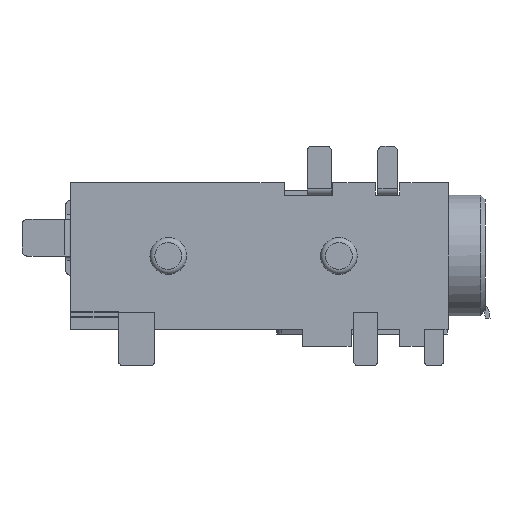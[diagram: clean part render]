
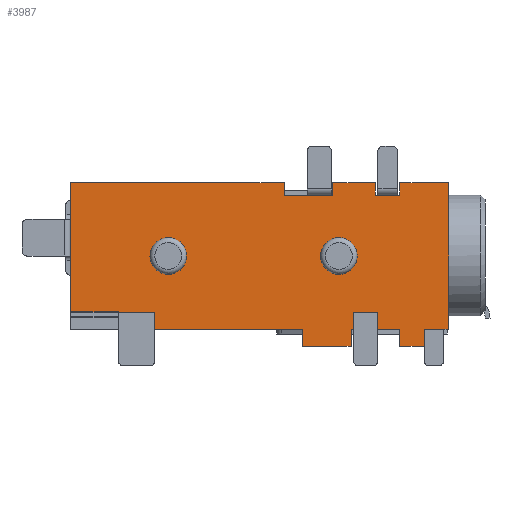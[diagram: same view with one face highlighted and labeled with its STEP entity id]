
A CAD part, front view. The second image highlights one B-rep face of the part: STEP entity #3987.
In plain terms, the highlighted planar face has unit normal (0, -1, 0).
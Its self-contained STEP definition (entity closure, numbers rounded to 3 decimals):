
#16=FACE_BOUND('',#428,.T.);
#17=FACE_BOUND('',#429,.T.);
#25=PLANE('',#4244);
#215=FACE_OUTER_BOUND('',#427,.T.);
#427=EDGE_LOOP('',(#2838,#2839,#2840,#2841,#2842,#2843,#2844,#2845,#2846,
#2847,#2848,#2849,#2850,#2851,#2852,#2853,#2854,#2855,#2856,#2857,#2858,
#2859,#2860,#2861,#2862,#2863,#2864,#2865,#2866,#2867));
#428=EDGE_LOOP('',(#2868));
#429=EDGE_LOOP('',(#2869));
#649=LINE('',#5752,#1155);
#679=LINE('',#5817,#1185);
#690=LINE('',#5837,#1196);
#691=LINE('',#5839,#1197);
#692=LINE('',#5841,#1198);
#693=LINE('',#5843,#1199);
#694=LINE('',#5845,#1200);
#695=LINE('',#5847,#1201);
#696=LINE('',#5849,#1202);
#697=LINE('',#5851,#1203);
#698=LINE('',#5853,#1204);
#699=LINE('',#5855,#1205);
#700=LINE('',#5857,#1206);
#701=LINE('',#5859,#1207);
#702=LINE('',#5861,#1208);
#703=LINE('',#5863,#1209);
#704=LINE('',#5865,#1210);
#705=LINE('',#5867,#1211);
#706=LINE('',#5869,#1212);
#707=LINE('',#5870,#1213);
#708=LINE('',#5872,#1214);
#709=LINE('',#5874,#1215);
#710=LINE('',#5876,#1216);
#711=LINE('',#5878,#1217);
#712=LINE('',#5880,#1218);
#713=LINE('',#5882,#1219);
#714=LINE('',#5884,#1220);
#715=LINE('',#5886,#1221);
#716=LINE('',#5888,#1222);
#717=LINE('',#5889,#1223);
#1155=VECTOR('',#4612,1000.);
#1185=VECTOR('',#4650,1000.);
#1196=VECTOR('',#4663,1000.);
#1197=VECTOR('',#4664,1000.);
#1198=VECTOR('',#4665,1000.);
#1199=VECTOR('',#4666,1000.);
#1200=VECTOR('',#4667,1000.);
#1201=VECTOR('',#4668,1000.);
#1202=VECTOR('',#4669,1000.);
#1203=VECTOR('',#4670,1000.);
#1204=VECTOR('',#4671,1000.);
#1205=VECTOR('',#4672,1000.);
#1206=VECTOR('',#4673,1000.);
#1207=VECTOR('',#4674,1000.);
#1208=VECTOR('',#4675,1000.);
#1209=VECTOR('',#4676,1000.);
#1210=VECTOR('',#4677,1000.);
#1211=VECTOR('',#4678,1000.);
#1212=VECTOR('',#4679,1000.);
#1213=VECTOR('',#4680,1000.);
#1214=VECTOR('',#4681,1000.);
#1215=VECTOR('',#4682,1000.);
#1216=VECTOR('',#4683,1000.);
#1217=VECTOR('',#4684,1000.);
#1218=VECTOR('',#4685,1000.);
#1219=VECTOR('',#4686,1000.);
#1220=VECTOR('',#4687,1000.);
#1221=VECTOR('',#4688,1000.);
#1222=VECTOR('',#4689,1000.);
#1223=VECTOR('',#4690,1000.);
#1657=CIRCLE('',#4223,0.75);
#1660=CIRCLE('',#4227,0.75);
#1759=VERTEX_POINT('',#5687);
#1763=VERTEX_POINT('',#5709);
#1766=VERTEX_POINT('',#5717);
#1779=VERTEX_POINT('',#5749);
#1780=VERTEX_POINT('',#5751);
#1810=VERTEX_POINT('',#5814);
#1811=VERTEX_POINT('',#5816);
#1820=VERTEX_POINT('',#5838);
#1821=VERTEX_POINT('',#5840);
#1822=VERTEX_POINT('',#5842);
#1823=VERTEX_POINT('',#5844);
#1824=VERTEX_POINT('',#5846);
#1825=VERTEX_POINT('',#5848);
#1826=VERTEX_POINT('',#5850);
#1827=VERTEX_POINT('',#5852);
#1828=VERTEX_POINT('',#5854);
#1829=VERTEX_POINT('',#5856);
#1830=VERTEX_POINT('',#5858);
#1831=VERTEX_POINT('',#5860);
#1832=VERTEX_POINT('',#5862);
#1833=VERTEX_POINT('',#5864);
#1834=VERTEX_POINT('',#5866);
#1835=VERTEX_POINT('',#5868);
#1836=VERTEX_POINT('',#5871);
#1837=VERTEX_POINT('',#5873);
#1838=VERTEX_POINT('',#5875);
#1839=VERTEX_POINT('',#5877);
#1840=VERTEX_POINT('',#5879);
#1841=VERTEX_POINT('',#5881);
#1842=VERTEX_POINT('',#5883);
#1843=VERTEX_POINT('',#5885);
#1844=VERTEX_POINT('',#5887);
#2161=EDGE_CURVE('',#1763,#1763,#1657,.T.);
#2165=EDGE_CURVE('',#1766,#1766,#1660,.T.);
#2181=EDGE_CURVE('',#1780,#1779,#649,.T.);
#2213=EDGE_CURVE('',#1811,#1810,#679,.T.);
#2224=EDGE_CURVE('',#1780,#1810,#690,.T.);
#2225=EDGE_CURVE('',#1779,#1820,#691,.T.);
#2226=EDGE_CURVE('',#1820,#1821,#692,.T.);
#2227=EDGE_CURVE('',#1821,#1822,#693,.T.);
#2228=EDGE_CURVE('',#1822,#1823,#694,.T.);
#2229=EDGE_CURVE('',#1823,#1824,#695,.T.);
#2230=EDGE_CURVE('',#1824,#1825,#696,.T.);
#2231=EDGE_CURVE('',#1825,#1826,#697,.T.);
#2232=EDGE_CURVE('',#1827,#1826,#698,.T.);
#2233=EDGE_CURVE('',#1827,#1828,#699,.T.);
#2234=EDGE_CURVE('',#1828,#1829,#700,.T.);
#2235=EDGE_CURVE('',#1829,#1830,#701,.T.);
#2236=EDGE_CURVE('',#1830,#1831,#702,.T.);
#2237=EDGE_CURVE('',#1831,#1832,#703,.T.);
#2238=EDGE_CURVE('',#1832,#1833,#704,.T.);
#2239=EDGE_CURVE('',#1833,#1834,#705,.T.);
#2240=EDGE_CURVE('',#1834,#1835,#706,.T.);
#2241=EDGE_CURVE('',#1759,#1835,#707,.T.);
#2242=EDGE_CURVE('',#1836,#1759,#708,.T.);
#2243=EDGE_CURVE('',#1837,#1836,#709,.T.);
#2244=EDGE_CURVE('',#1837,#1838,#710,.T.);
#2245=EDGE_CURVE('',#1838,#1839,#711,.T.);
#2246=EDGE_CURVE('',#1839,#1840,#712,.T.);
#2247=EDGE_CURVE('',#1841,#1840,#713,.T.);
#2248=EDGE_CURVE('',#1841,#1842,#714,.T.);
#2249=EDGE_CURVE('',#1842,#1843,#715,.T.);
#2250=EDGE_CURVE('',#1843,#1844,#716,.T.);
#2251=EDGE_CURVE('',#1811,#1844,#717,.T.);
#2838=ORIENTED_EDGE('',*,*,#2224,.F.);
#2839=ORIENTED_EDGE('',*,*,#2181,.T.);
#2840=ORIENTED_EDGE('',*,*,#2225,.T.);
#2841=ORIENTED_EDGE('',*,*,#2226,.T.);
#2842=ORIENTED_EDGE('',*,*,#2227,.T.);
#2843=ORIENTED_EDGE('',*,*,#2228,.T.);
#2844=ORIENTED_EDGE('',*,*,#2229,.T.);
#2845=ORIENTED_EDGE('',*,*,#2230,.T.);
#2846=ORIENTED_EDGE('',*,*,#2231,.T.);
#2847=ORIENTED_EDGE('',*,*,#2232,.F.);
#2848=ORIENTED_EDGE('',*,*,#2233,.T.);
#2849=ORIENTED_EDGE('',*,*,#2234,.T.);
#2850=ORIENTED_EDGE('',*,*,#2235,.T.);
#2851=ORIENTED_EDGE('',*,*,#2236,.T.);
#2852=ORIENTED_EDGE('',*,*,#2237,.T.);
#2853=ORIENTED_EDGE('',*,*,#2238,.T.);
#2854=ORIENTED_EDGE('',*,*,#2239,.T.);
#2855=ORIENTED_EDGE('',*,*,#2240,.T.);
#2856=ORIENTED_EDGE('',*,*,#2241,.F.);
#2857=ORIENTED_EDGE('',*,*,#2242,.F.);
#2858=ORIENTED_EDGE('',*,*,#2243,.F.);
#2859=ORIENTED_EDGE('',*,*,#2244,.T.);
#2860=ORIENTED_EDGE('',*,*,#2245,.T.);
#2861=ORIENTED_EDGE('',*,*,#2246,.T.);
#2862=ORIENTED_EDGE('',*,*,#2247,.F.);
#2863=ORIENTED_EDGE('',*,*,#2248,.T.);
#2864=ORIENTED_EDGE('',*,*,#2249,.T.);
#2865=ORIENTED_EDGE('',*,*,#2250,.T.);
#2866=ORIENTED_EDGE('',*,*,#2251,.F.);
#2867=ORIENTED_EDGE('',*,*,#2213,.T.);
#2868=ORIENTED_EDGE('',*,*,#2161,.F.);
#2869=ORIENTED_EDGE('',*,*,#2165,.F.);
#3987=ADVANCED_FACE('',(#215,#16,#17),#25,.T.);
#4223=AXIS2_PLACEMENT_3D('',#5710,#4570,#4571);
#4227=AXIS2_PLACEMENT_3D('',#5718,#4579,#4580);
#4244=AXIS2_PLACEMENT_3D('',#5836,#4661,#4662);
#4570=DIRECTION('center_axis',(0.,-1.,0.));
#4571=DIRECTION('ref_axis',(0.,0.,-1.));
#4579=DIRECTION('center_axis',(0.,-1.,0.));
#4580=DIRECTION('ref_axis',(0.,0.,-1.));
#4612=DIRECTION('',(0.,0.,-1.));
#4650=DIRECTION('',(0.,0.,-1.));
#4661=DIRECTION('center_axis',(0.,-1.,0.));
#4662=DIRECTION('ref_axis',(0.,0.,-1.));
#4663=DIRECTION('',(-1.,0.,0.));
#4664=DIRECTION('',(1.,0.,0.));
#4665=DIRECTION('',(0.,0.,-1.));
#4666=DIRECTION('',(1.,0.,0.));
#4667=DIRECTION('',(0.,0.,-1.));
#4668=DIRECTION('',(1.,0.,0.));
#4669=DIRECTION('',(0.,0.,1.));
#4670=DIRECTION('',(1.,0.,0.));
#4671=DIRECTION('',(0.,0.,-1.));
#4672=DIRECTION('',(1.,0.,0.));
#4673=DIRECTION('',(0.,0.,-1.));
#4674=DIRECTION('',(1.,0.,0.));
#4675=DIRECTION('',(0.,0.,-1.));
#4676=DIRECTION('',(1.,0.,0.));
#4677=DIRECTION('',(0.,0.,1.));
#4678=DIRECTION('',(1.,0.,0.));
#4679=DIRECTION('',(1.,0.,0.));
#4680=DIRECTION('',(0.,0.,-1.));
#4681=DIRECTION('',(0.,0.,-1.));
#4682=DIRECTION('',(1.,0.,0.));
#4683=DIRECTION('',(0.,0.,-1.));
#4684=DIRECTION('',(-1.,0.,0.));
#4685=DIRECTION('',(0.,0.,1.));
#4686=DIRECTION('',(1.,0.,0.));
#4687=DIRECTION('',(0.,0.,-1.));
#4688=DIRECTION('',(-1.,0.,0.));
#4689=DIRECTION('',(0.,0.,1.));
#4690=DIRECTION('',(1.,0.,0.));
#5687=CARTESIAN_POINT('',(0.,-2.5,0.));
#5709=CARTESIAN_POINT('',(-4.5,-2.5,-0.75));
#5710=CARTESIAN_POINT('Origin',(-4.5,-2.5,0.));
#5717=CARTESIAN_POINT('',(-11.5,-2.5,-0.75));
#5718=CARTESIAN_POINT('Origin',(-11.5,-2.5,0.));
#5749=CARTESIAN_POINT('',(-13.55,-2.5,-2.3));
#5751=CARTESIAN_POINT('',(-13.55,-2.5,-2.28));
#5752=CARTESIAN_POINT('',(-13.55,-2.5,-2.52));
#5814=CARTESIAN_POINT('',(-15.5,-2.5,-2.28));
#5816=CARTESIAN_POINT('',(-15.5,-2.5,3.));
#5817=CARTESIAN_POINT('',(-15.5,-2.5,3.));
#5836=CARTESIAN_POINT('Origin',(-15.5,-2.5,3.));
#5837=CARTESIAN_POINT('',(-6.882,-2.5,-2.28));
#5838=CARTESIAN_POINT('',(-12.05,-2.5,-2.3));
#5839=CARTESIAN_POINT('',(-15.5,-2.5,-2.3));
#5840=CARTESIAN_POINT('',(-12.05,-2.5,-3.));
#5841=CARTESIAN_POINT('',(-12.05,-2.5,3.));
#5842=CARTESIAN_POINT('',(-6.,-2.5,-3.));
#5843=CARTESIAN_POINT('',(-6.,-2.5,-3.));
#5844=CARTESIAN_POINT('',(-6.,-2.5,-3.7));
#5845=CARTESIAN_POINT('',(-6.,-2.5,-3.7));
#5846=CARTESIAN_POINT('',(-4.,-2.5,-3.7));
#5847=CARTESIAN_POINT('',(-15.5,-2.5,-3.7));
#5848=CARTESIAN_POINT('',(-4.,-2.5,-3.));
#5849=CARTESIAN_POINT('',(-4.,-2.5,-3.7));
#5850=CARTESIAN_POINT('',(-3.9,-2.5,-3.));
#5851=CARTESIAN_POINT('',(-2.,-2.5,-3.));
#5852=CARTESIAN_POINT('',(-3.9,-2.5,-2.3));
#5853=CARTESIAN_POINT('',(-3.9,-2.5,3.));
#5854=CARTESIAN_POINT('',(-2.9,-2.5,-2.3));
#5855=CARTESIAN_POINT('',(-15.5,-2.5,-2.3));
#5856=CARTESIAN_POINT('',(-2.9,-2.5,-3.));
#5857=CARTESIAN_POINT('',(-2.9,-2.5,3.));
#5858=CARTESIAN_POINT('',(-2.,-2.5,-3.));
#5859=CARTESIAN_POINT('',(-2.,-2.5,-3.));
#5860=CARTESIAN_POINT('',(-2.,-2.5,-3.7));
#5861=CARTESIAN_POINT('',(-2.,-2.5,-3.7));
#5862=CARTESIAN_POINT('',(-1.,-2.5,-3.7));
#5863=CARTESIAN_POINT('',(-15.5,-2.5,-3.7));
#5864=CARTESIAN_POINT('',(-1.,-2.5,-3.));
#5865=CARTESIAN_POINT('',(-1.,-2.5,-3.7));
#5866=CARTESIAN_POINT('',(-0.2,-2.5,-3.));
#5867=CARTESIAN_POINT('',(-1.,-2.5,-3.));
#5868=CARTESIAN_POINT('',(0.,-2.5,-3.));
#5869=CARTESIAN_POINT('',(-1.,-2.5,-3.));
#5870=CARTESIAN_POINT('',(0.,-2.5,3.));
#5871=CARTESIAN_POINT('',(0.,-2.5,3.));
#5872=CARTESIAN_POINT('',(0.,-2.5,3.));
#5873=CARTESIAN_POINT('',(-2.,-2.5,3.));
#5874=CARTESIAN_POINT('',(-15.5,-2.5,3.));
#5875=CARTESIAN_POINT('',(-2.,-2.5,2.5));
#5876=CARTESIAN_POINT('',(-2.,-2.5,3.));
#5877=CARTESIAN_POINT('',(-3.,-2.5,2.5));
#5878=CARTESIAN_POINT('',(-2.,-2.5,2.5));
#5879=CARTESIAN_POINT('',(-3.,-2.5,3.));
#5880=CARTESIAN_POINT('',(-3.,-2.5,3.));
#5881=CARTESIAN_POINT('',(-4.75,-2.5,3.));
#5882=CARTESIAN_POINT('',(-15.5,-2.5,3.));
#5883=CARTESIAN_POINT('',(-4.75,-2.5,2.5));
#5884=CARTESIAN_POINT('',(-4.75,-2.5,3.));
#5885=CARTESIAN_POINT('',(-6.75,-2.5,2.5));
#5886=CARTESIAN_POINT('',(-4.75,-2.5,2.5));
#5887=CARTESIAN_POINT('',(-6.75,-2.5,3.));
#5888=CARTESIAN_POINT('',(-6.75,-2.5,3.));
#5889=CARTESIAN_POINT('',(-15.5,-2.5,3.));
